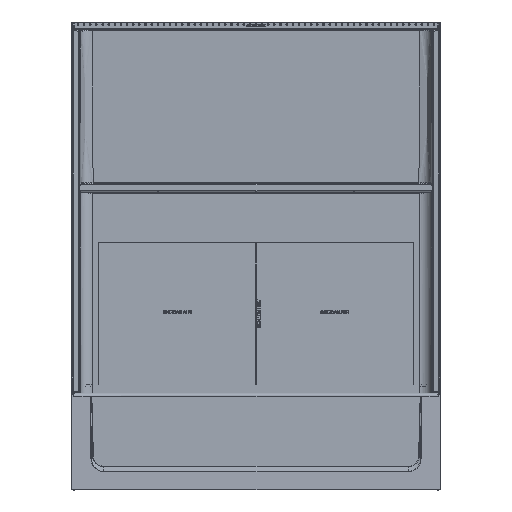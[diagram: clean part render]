
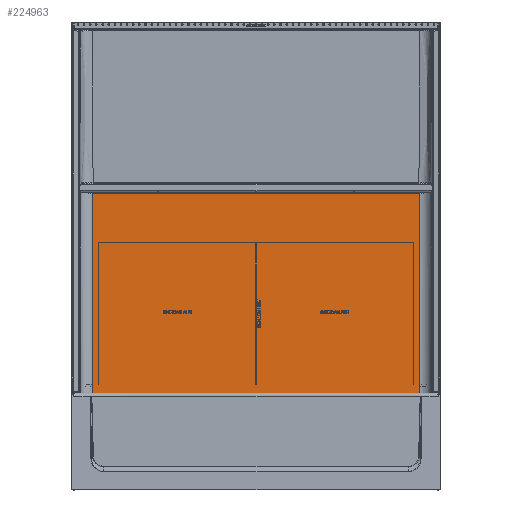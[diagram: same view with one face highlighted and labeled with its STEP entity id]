
A CAD part, top view. The second image highlights one B-rep face of the part: STEP entity #224963.
In plain terms, the highlighted planar face has unit normal (0, 0, 1).
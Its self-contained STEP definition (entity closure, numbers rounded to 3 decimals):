
#2694 = CARTESIAN_POINT ( 'NONE',  ( 0., 15.455, -13.25 ) ) ;
#18505 = FACE_OUTER_BOUND ( 'NONE', #208515, .T. ) ;
#23100 = DIRECTION ( 'NONE',  ( 0., 0., 1. ) ) ;
#27749 = VECTOR ( 'NONE', #124830, 39.37 ) ;
#33197 = DIRECTION ( 'NONE',  ( 0., -1., 0. ) ) ;
#43518 = LINE ( 'NONE', #2694, #157927 ) ;
#47132 = VERTEX_POINT ( 'NONE', #118412 ) ;
#56709 = CARTESIAN_POINT ( 'NONE',  ( 26.671, 32.563, -13.25 ) ) ;
#57505 = VERTEX_POINT ( 'NONE', #111980 ) ;
#88332 = EDGE_CURVE ( 'NONE', #93435, #47132, #293230, .T. ) ;
#92055 = CARTESIAN_POINT ( 'NONE',  ( 0., 32.563, -13.25 ) ) ;
#93435 = VERTEX_POINT ( 'NONE', #145069 ) ;
#96664 = PLANE ( 'NONE',  #145065 ) ;
#101136 = VECTOR ( 'NONE', #291855, 39.37 ) ;
#111980 = CARTESIAN_POINT ( 'NONE',  ( -26.671, 15.455, -13.25 ) ) ;
#112705 = ORIENTED_EDGE ( 'NONE', *, *, #88332, .F. ) ;
#118412 = CARTESIAN_POINT ( 'NONE',  ( 26.671, 15.455, -13.25 ) ) ;
#124234 = CARTESIAN_POINT ( 'NONE',  ( 0., 48.544, -13.25 ) ) ;
#124830 = DIRECTION ( 'NONE',  ( 0., -1., 0. ) ) ;
#128889 = VERTEX_POINT ( 'NONE', #144820 ) ;
#144820 = CARTESIAN_POINT ( 'NONE',  ( -26.671, 48.544, -13.25 ) ) ;
#145065 = AXIS2_PLACEMENT_3D ( 'NONE', #92055, #23100, #168726 ) ;
#145069 = CARTESIAN_POINT ( 'NONE',  ( 26.671, 48.544, -13.25 ) ) ;
#147730 = LINE ( 'NONE', #124234, #101136 ) ;
#152521 = EDGE_CURVE ( 'NONE', #93435, #128889, #147730, .T. ) ;
#157927 = VECTOR ( 'NONE', #195292, 39.37 ) ;
#166736 = EDGE_CURVE ( 'NONE', #128889, #57505, #290877, .T. ) ;
#166994 = EDGE_CURVE ( 'NONE', #57505, #47132, #43518, .T. ) ;
#168726 = DIRECTION ( 'NONE',  ( 1., 0., 0. ) ) ;
#173418 = CARTESIAN_POINT ( 'NONE',  ( -26.671, 32.563, -13.25 ) ) ;
#193097 = ORIENTED_EDGE ( 'NONE', *, *, #166994, .T. ) ;
#195292 = DIRECTION ( 'NONE',  ( 1., 0., 0. ) ) ;
#208515 = EDGE_LOOP ( 'NONE', ( #262845, #193097, #112705, #246943 ) ) ;
#224963 = ADVANCED_FACE ( 'NONE', ( #18505 ), #96664, .T. ) ;
#240620 = VECTOR ( 'NONE', #33197, 39.37 ) ;
#246943 = ORIENTED_EDGE ( 'NONE', *, *, #152521, .T. ) ;
#262845 = ORIENTED_EDGE ( 'NONE', *, *, #166736, .T. ) ;
#290877 = LINE ( 'NONE', #173418, #27749 ) ;
#291855 = DIRECTION ( 'NONE',  ( -1., 0., 0. ) ) ;
#293230 = LINE ( 'NONE', #56709, #240620 ) ;
